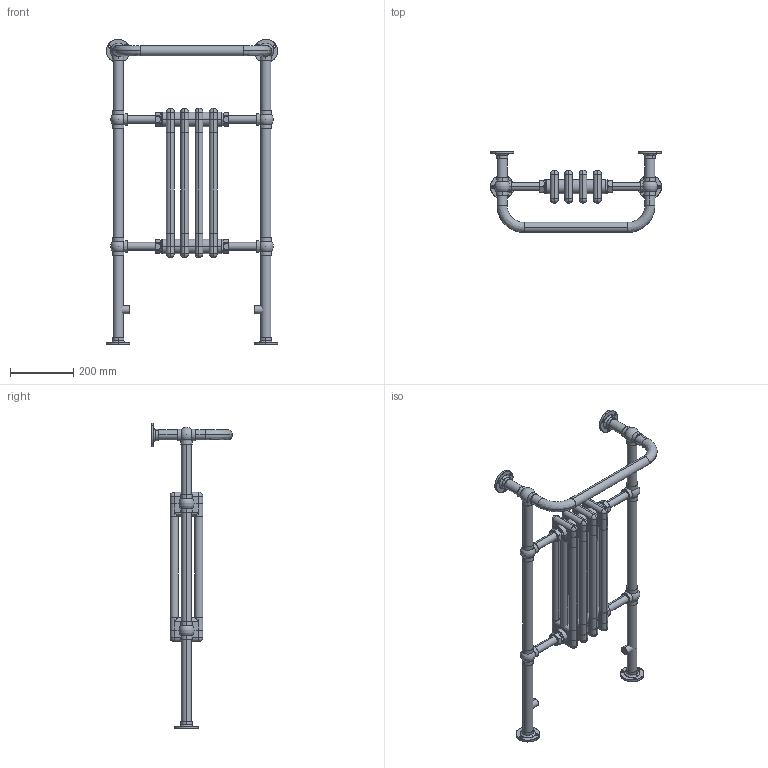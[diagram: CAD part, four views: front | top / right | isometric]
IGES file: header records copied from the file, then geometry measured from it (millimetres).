
Start section: SolidWorks IGES file using analytic representation for surfaces
Global section: file name: R3118.IGS; native system: SolidWorks 2010; preprocessor: SolidWorks 2010; author: Administrator; date: 161213.130122; units: millimetre
Bounding box: 539 x 255 x 963 mm (x, y, z)
Surface area: 1121853.4 mm2 (no closed solid volume)
Topology: 0 solids, 0 shells, 570 faces, 10028 edges, 10000 vertices
Faces by surface type: revolution 358, bspline 212
